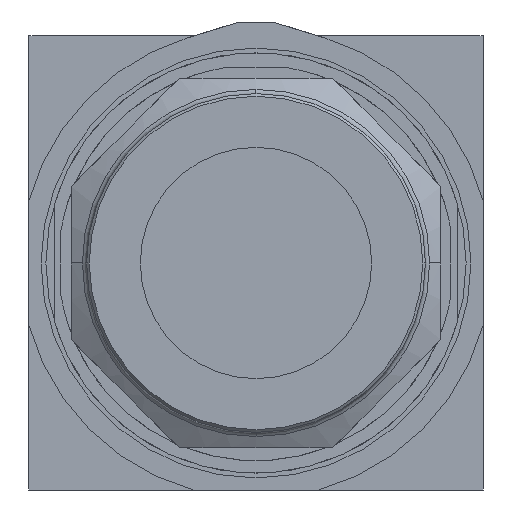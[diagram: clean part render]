
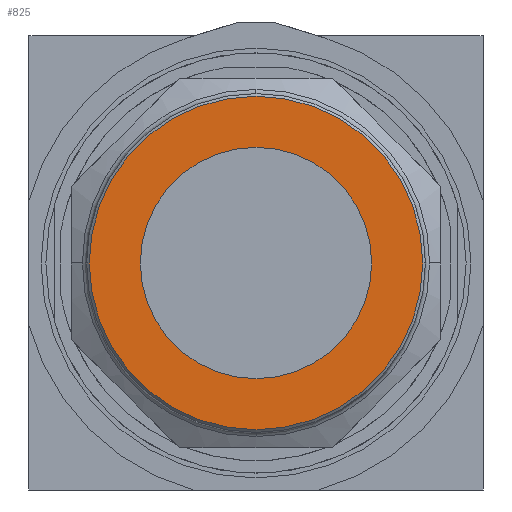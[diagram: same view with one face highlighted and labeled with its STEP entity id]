
A CAD part, front view. The second image highlights one B-rep face of the part: STEP entity #825.
In plain terms, the highlighted planar face has unit normal (0, -1, 0).
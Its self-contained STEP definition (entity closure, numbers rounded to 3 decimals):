
#761=CARTESIAN_POINT('POINT51',(10.922,-14.794,
   0.));
#762=VERTEX_POINT('VERTEX51',#761);
#769=CARTESIAN_POINT('POINT52',(-10.922,-14.794,
   0.));
#770=VERTEX_POINT('VERTEX52',#769);
#771=CARTESIAN_POINT('POS78',(0.,
   -14.794,0.));
#772=DIRECTION('DIR111',(0.,1.,
   0.));
#773=DIRECTION('DIR112',(1.,0.,0.));
#774=AXIS2_PLACEMENT_3D('AXIS34',#771,#772,#773);
#775=CIRCLE('ELLIPSE15',#774,10.922);
#776=EDGE_CURVE('EDGE76',#770,#762,#775,.T.);
#796=EDGE_CURVE('EDGE78',#762,#770,#775,.T.);
#801=ORIENTED_EDGE('COEDGE155',*,*,#796,.T.);
#802=ORIENTED_EDGE('COEDGE156',*,*,#776,.T.);
#803=EDGE_LOOP('NONE',(#801,#802));
#804=FACE_BOUND('LOOP1',#803,.T.);
#805=CARTESIAN_POINT('POINT53',(15.746,-14.794,
   0.));
#806=VERTEX_POINT('VERTEX53',#805);
#807=CARTESIAN_POINT('POINT54',(-15.746,-14.794,
   0.));
#808=VERTEX_POINT('VERTEX54',#807);
#809=CARTESIAN_POINT('POS81',(0.,
   -14.794,0.));
#810=DIRECTION('DIR116',(0.,1.,
   0.));
#811=DIRECTION('DIR117',(1.,0.,0.));
#812=AXIS2_PLACEMENT_3D('AXIS36',#809,#810,#811);
#813=CIRCLE('ELLIPSE16',#812,15.746);
#814=EDGE_CURVE('EDGE79',#806,#808,#813,.T.);
#815=ORIENTED_EDGE('COEDGE157',*,*,#814,.F.);
#816=EDGE_CURVE('EDGE80',#808,#806,#813,.T.);
#817=ORIENTED_EDGE('COEDGE158',*,*,#816,.F.);
#818=EDGE_LOOP('NONE',(#815,#817));
#819=FACE_BOUND('LOOP1',#818,.T.);
#820=CARTESIAN_POINT('POS82',(7.873,-14.794,
   0.));
#821=DIRECTION('DIR118',(0.,-1.,
   0.));
#822=DIRECTION('DIR119',(1.,0.,
   0.));
#823=AXIS2_PLACEMENT_3D('AXIS37',#820,#821,#822);
#824=PLANE('PLANE15',#823);
#825=ADVANCED_FACE('FACE34',(#804,#819),#824,.T.);
